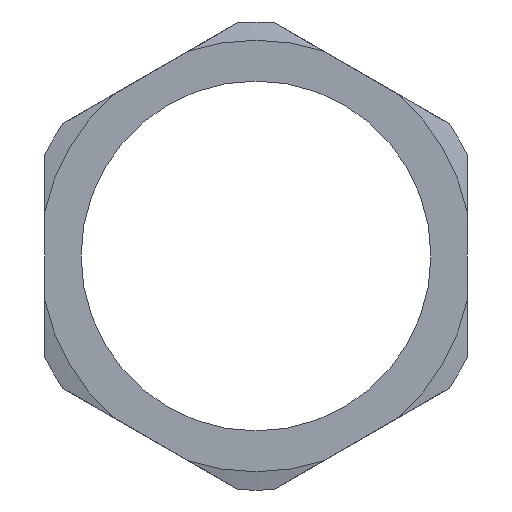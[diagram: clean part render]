
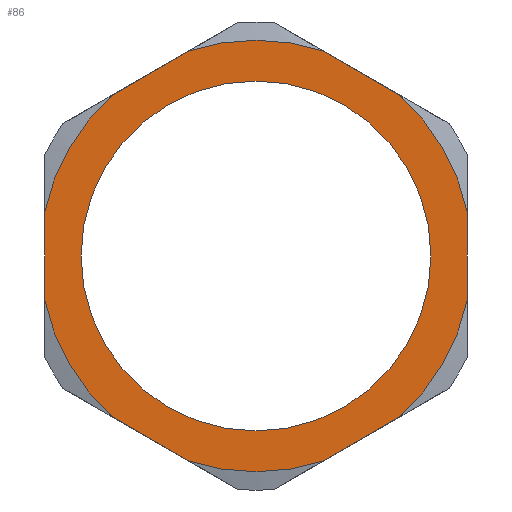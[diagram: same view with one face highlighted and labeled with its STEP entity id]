
A CAD part, front view. The second image highlights one B-rep face of the part: STEP entity #86.
In plain terms, the highlighted planar face has unit normal (0, -1, 0).
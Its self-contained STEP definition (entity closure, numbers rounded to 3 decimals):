
#86=ADVANCED_FACE('',(#164,#165),#107,.T.);
#107=PLANE('',#434);
#120=LINE('',#601,#144);
#121=LINE('',#605,#145);
#122=LINE('',#609,#146);
#123=LINE('',#613,#147);
#124=LINE('',#617,#148);
#125=LINE('',#621,#149);
#144=VECTOR('',#488,1.);
#145=VECTOR('',#491,1.);
#146=VECTOR('',#494,1.);
#147=VECTOR('',#497,1.);
#148=VECTOR('',#500,1.);
#149=VECTOR('',#503,1.);
#164=FACE_BOUND('',#170,.T.);
#165=FACE_BOUND('',#171,.T.);
#170=EDGE_LOOP('',(#205));
#171=EDGE_LOOP('',(#206,#207,#208,#209,#210,#211,#212,#213,#214,#215,#216,
#217));
#205=ORIENTED_EDGE('',*,*,#355,.T.);
#206=ORIENTED_EDGE('',*,*,#356,.T.);
#207=ORIENTED_EDGE('',*,*,#357,.T.);
#208=ORIENTED_EDGE('',*,*,#358,.T.);
#209=ORIENTED_EDGE('',*,*,#359,.T.);
#210=ORIENTED_EDGE('',*,*,#360,.T.);
#211=ORIENTED_EDGE('',*,*,#361,.T.);
#212=ORIENTED_EDGE('',*,*,#362,.T.);
#213=ORIENTED_EDGE('',*,*,#363,.T.);
#214=ORIENTED_EDGE('',*,*,#364,.T.);
#215=ORIENTED_EDGE('',*,*,#365,.T.);
#216=ORIENTED_EDGE('',*,*,#366,.T.);
#217=ORIENTED_EDGE('',*,*,#367,.T.);
#317=VERTEX_POINT('',#597);
#318=VERTEX_POINT('',#599);
#319=VERTEX_POINT('',#600);
#320=VERTEX_POINT('',#602);
#321=VERTEX_POINT('',#604);
#322=VERTEX_POINT('',#606);
#323=VERTEX_POINT('',#608);
#324=VERTEX_POINT('',#610);
#325=VERTEX_POINT('',#612);
#326=VERTEX_POINT('',#614);
#327=VERTEX_POINT('',#616);
#328=VERTEX_POINT('',#618);
#329=VERTEX_POINT('',#620);
#355=EDGE_CURVE('',#317,#317,#405,.T.);
#356=EDGE_CURVE('',#318,#319,#406,.T.);
#357=EDGE_CURVE('',#319,#320,#120,.T.);
#358=EDGE_CURVE('',#320,#321,#407,.T.);
#359=EDGE_CURVE('',#321,#322,#121,.T.);
#360=EDGE_CURVE('',#322,#323,#408,.T.);
#361=EDGE_CURVE('',#323,#324,#122,.T.);
#362=EDGE_CURVE('',#324,#325,#409,.T.);
#363=EDGE_CURVE('',#325,#326,#123,.T.);
#364=EDGE_CURVE('',#326,#327,#410,.T.);
#365=EDGE_CURVE('',#327,#328,#124,.T.);
#366=EDGE_CURVE('',#328,#329,#411,.T.);
#367=EDGE_CURVE('',#329,#318,#125,.T.);
#405=CIRCLE('',#427,9.53);
#406=CIRCLE('',#428,11.75);
#407=CIRCLE('',#429,11.75);
#408=CIRCLE('',#430,11.75);
#409=CIRCLE('',#431,11.75);
#410=CIRCLE('',#432,11.75);
#411=CIRCLE('',#433,11.75);
#427=AXIS2_PLACEMENT_3D('',#596,#484,#485);
#428=AXIS2_PLACEMENT_3D('',#598,#486,#487);
#429=AXIS2_PLACEMENT_3D('',#603,#489,#490);
#430=AXIS2_PLACEMENT_3D('',#607,#492,#493);
#431=AXIS2_PLACEMENT_3D('',#611,#495,#496);
#432=AXIS2_PLACEMENT_3D('',#615,#498,#499);
#433=AXIS2_PLACEMENT_3D('',#619,#501,#502);
#434=AXIS2_PLACEMENT_3D('',#622,#504,#505);
#484=DIRECTION('',(0.,1.,0.));
#485=DIRECTION('',(0.,0.,1.));
#486=DIRECTION('',(0.,-1.,0.));
#487=DIRECTION('',(0.,0.,-1.));
#488=DIRECTION('',(-0.866,0.,0.5));
#489=DIRECTION('',(0.,-1.,0.));
#490=DIRECTION('',(0.,0.,-1.));
#491=DIRECTION('',(-0.866,0.,-0.5));
#492=DIRECTION('',(0.,-1.,0.));
#493=DIRECTION('',(0.,0.,-1.));
#494=DIRECTION('',(0.,0.,-1.));
#495=DIRECTION('',(0.,-1.,0.));
#496=DIRECTION('',(0.,0.,-1.));
#497=DIRECTION('',(0.866,0.,-0.5));
#498=DIRECTION('',(0.,-1.,0.));
#499=DIRECTION('',(0.,0.,-1.));
#500=DIRECTION('',(0.866,0.,0.5));
#501=DIRECTION('',(0.,-1.,0.));
#502=DIRECTION('',(0.,0.,-1.));
#503=DIRECTION('',(0.,0.,1.));
#504=DIRECTION('',(0.,-1.,0.));
#505=DIRECTION('',(0.,0.,-1.));
#596=CARTESIAN_POINT('',(0.,0.,0.));
#597=CARTESIAN_POINT('',(0.,0.,9.53));
#598=CARTESIAN_POINT('',(0.,0.,0.));
#599=CARTESIAN_POINT('',(11.5,0.,2.411));
#600=CARTESIAN_POINT('',(7.838,0.,8.754));
#601=CARTESIAN_POINT('',(18.74,0.,2.459));
#602=CARTESIAN_POINT('',(3.662,0.,11.165));
#603=CARTESIAN_POINT('',(0.,0.,0.));
#604=CARTESIAN_POINT('',(-3.662,0.,11.165));
#605=CARTESIAN_POINT('',(7.24,0.,17.459));
#606=CARTESIAN_POINT('',(-7.838,0.,8.754));
#607=CARTESIAN_POINT('',(0.,0.,0.));
#608=CARTESIAN_POINT('',(-11.5,0.,2.411));
#609=CARTESIAN_POINT('',(-11.5,0.,15.));
#610=CARTESIAN_POINT('',(-11.5,0.,-2.411));
#611=CARTESIAN_POINT('',(0.,0.,0.));
#612=CARTESIAN_POINT('',(-7.838,0.,-8.754));
#613=CARTESIAN_POINT('',(-18.74,0.,-2.459));
#614=CARTESIAN_POINT('',(-3.662,0.,-11.165));
#615=CARTESIAN_POINT('',(0.,0.,0.));
#616=CARTESIAN_POINT('',(3.662,0.,-11.165));
#617=CARTESIAN_POINT('',(-7.24,0.,-17.459));
#618=CARTESIAN_POINT('',(7.838,0.,-8.754));
#619=CARTESIAN_POINT('',(0.,0.,0.));
#620=CARTESIAN_POINT('',(11.5,0.,-2.411));
#621=CARTESIAN_POINT('',(11.5,0.,-15.));
#622=CARTESIAN_POINT('',(0.,0.,0.));
